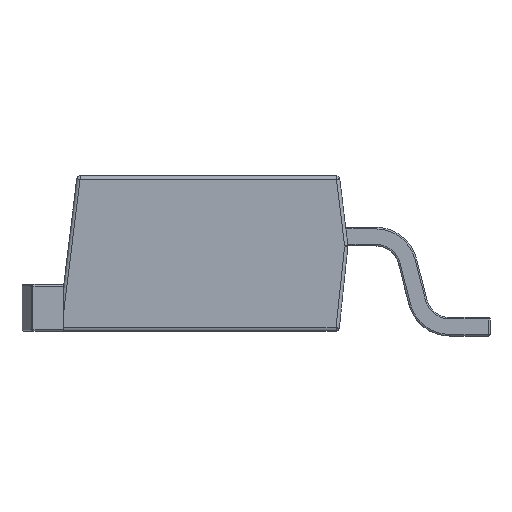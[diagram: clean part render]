
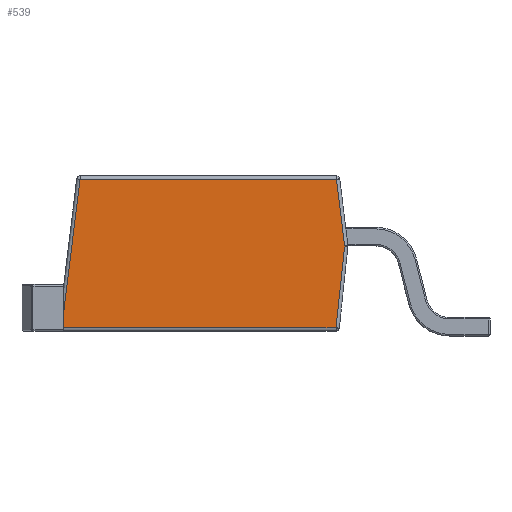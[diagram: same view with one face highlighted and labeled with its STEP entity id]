
A CAD part, left-side view. The second image highlights one B-rep face of the part: STEP entity #539.
In plain terms, the highlighted planar face has unit normal (-1, 0, 0).
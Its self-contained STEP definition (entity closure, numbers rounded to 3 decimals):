
#75 = VERTEX_POINT('',#76);
#76 = CARTESIAN_POINT('',(-5.08,4.32,0.749));
#213 = EDGE_CURVE('',#75,#214,#216,.T.);
#214 = VERTEX_POINT('',#215);
#215 = CARTESIAN_POINT('',(-5.08,4.32,0.25));
#216 = LINE('',#217,#218);
#217 = CARTESIAN_POINT('',(-5.08,4.32,4.87));
#218 = VECTOR('',#219,1.);
#219 = DIRECTION('',(0.,0.,-1.));
#244 = EDGE_CURVE('',#245,#75,#247,.T.);
#245 = VERTEX_POINT('',#246);
#246 = CARTESIAN_POINT('',(-5.08,3.826,4.77));
#247 = LINE('',#248,#249);
#248 = CARTESIAN_POINT('',(-5.08,3.693,5.854));
#249 = VECTOR('',#250,1.);
#250 = DIRECTION('',(0.,0.122,-0.993));
#539 = ADVANCED_FACE('',(#540),#574,.F.);
#540 = FACE_BOUND('',#541,.F.);
#541 = EDGE_LOOP('',(#542,#543,#544,#552,#560,#568));
#542 = ORIENTED_EDGE('',*,*,#213,.F.);
#543 = ORIENTED_EDGE('',*,*,#244,.F.);
#544 = ORIENTED_EDGE('',*,*,#545,.F.);
#545 = EDGE_CURVE('',#546,#245,#548,.T.);
#546 = VERTEX_POINT('',#547);
#547 = CARTESIAN_POINT('',(-5.08,-3.97,4.77));
#548 = LINE('',#549,#550);
#549 = CARTESIAN_POINT('',(-5.08,-4.32,4.77));
#550 = VECTOR('',#551,1.);
#551 = DIRECTION('',(0.,1.,0.));
#552 = ORIENTED_EDGE('',*,*,#553,.F.);
#553 = EDGE_CURVE('',#554,#546,#556,.T.);
#554 = VERTEX_POINT('',#555);
#555 = CARTESIAN_POINT('',(-5.08,-4.219,2.739));
#556 = LINE('',#557,#558);
#557 = CARTESIAN_POINT('',(-5.08,-3.963,4.826));
#558 = VECTOR('',#559,1.);
#559 = DIRECTION('',(0.,0.122,0.993));
#560 = ORIENTED_EDGE('',*,*,#561,.F.);
#561 = EDGE_CURVE('',#562,#554,#564,.T.);
#562 = VERTEX_POINT('',#563);
#563 = CARTESIAN_POINT('',(-5.08,-3.958,0.25));
#564 = LINE('',#565,#566);
#565 = CARTESIAN_POINT('',(-5.08,-4.442,4.857));
#566 = VECTOR('',#567,1.);
#567 = DIRECTION('',(0.,-0.105,0.995));
#568 = ORIENTED_EDGE('',*,*,#569,.F.);
#569 = EDGE_CURVE('',#214,#562,#570,.T.);
#570 = LINE('',#571,#572);
#571 = CARTESIAN_POINT('',(-5.08,-4.048,0.25));
#572 = VECTOR('',#573,1.);
#573 = DIRECTION('',(0.,-1.,0.));
#574 = PLANE('',#575);
#575 = AXIS2_PLACEMENT_3D('',#576,#577,#578);
#576 = CARTESIAN_POINT('',(-5.08,-4.32,4.87));
#577 = DIRECTION('',(1.,0.,0.));
#578 = DIRECTION('',(0.,0.,-1.));
